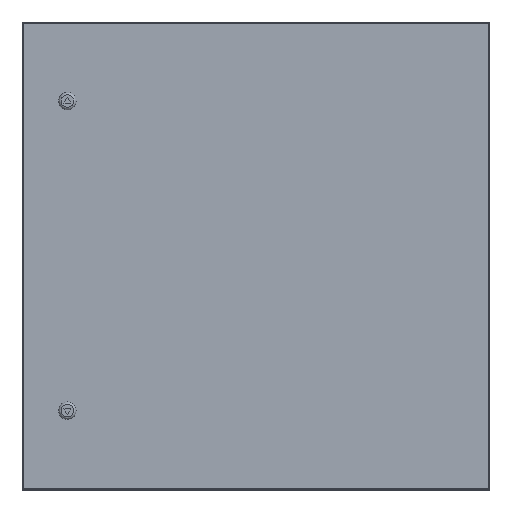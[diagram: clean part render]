
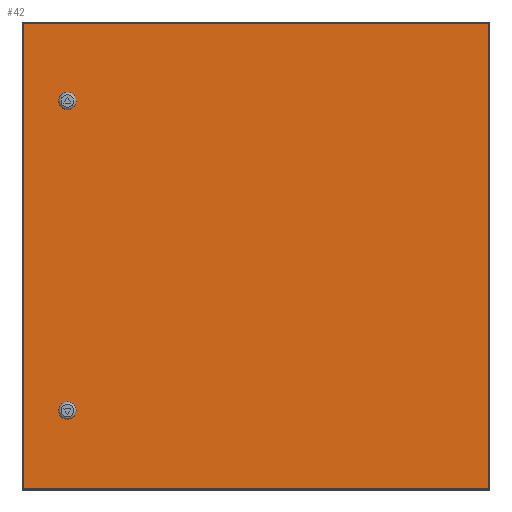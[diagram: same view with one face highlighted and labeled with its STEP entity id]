
A CAD part, top view. The second image highlights one B-rep face of the part: STEP entity #42.
In plain terms, the highlighted planar face has unit normal (0, 0, 1).
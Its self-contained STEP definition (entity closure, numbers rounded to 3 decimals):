
#42 = ADVANCED_FACE ( 'NONE', ( #1224, #1194, #1698 ), #1725, .T. ) ;
#69 = VECTOR ( 'NONE', #297, 1000. ) ;
#297 = DIRECTION ( 'NONE',  ( -1., 0., 0. ) ) ;
#314 = EDGE_CURVE ( 'NONE', #917, #917, #5212, .T. ) ;
#393 = ORIENTED_EDGE ( 'NONE', *, *, #2560, .T. ) ;
#495 = AXIS2_PLACEMENT_3D ( 'NONE', #3793, #719, #4604 ) ;
#573 = CARTESIAN_POINT ( 'NONE',  ( 325.719, 302.008, 692.5 ) ) ;
#586 = CARTESIAN_POINT ( 'NONE',  ( 325.719, -294.992, 692.5 ) ) ;
#719 = DIRECTION ( 'NONE',  ( 0., 0., 1. ) ) ;
#917 = VERTEX_POINT ( 'NONE', #2268 ) ;
#926 = DIRECTION ( 'NONE',  ( 0., -1., 0. ) ) ;
#1194 = FACE_BOUND ( 'NONE', #4294, .T. ) ;
#1224 = FACE_BOUND ( 'NONE', #1367, .T. ) ;
#1299 = CARTESIAN_POINT ( 'NONE',  ( -271.281, -294.992, 692.5 ) ) ;
#1367 = EDGE_LOOP ( 'NONE', ( #4038 ) ) ;
#1394 = LINE ( 'NONE', #1299, #3012 ) ;
#1568 = AXIS2_PLACEMENT_3D ( 'NONE', #3467, #3058, #2996 ) ;
#1634 = VECTOR ( 'NONE', #4964, 1000. ) ;
#1698 = FACE_OUTER_BOUND ( 'NONE', #5700, .T. ) ;
#1725 = PLANE ( 'NONE',  #1568 ) ;
#2020 = VECTOR ( 'NONE', #5567, 1000. ) ;
#2071 = CIRCLE ( 'NONE', #495, 11.25 ) ;
#2257 = CARTESIAN_POINT ( 'NONE',  ( 325.719, -294.992, 692.5 ) ) ;
#2268 = CARTESIAN_POINT ( 'NONE',  ( -203.531, 202.008, 692.5 ) ) ;
#2370 = EDGE_CURVE ( 'NONE', #3410, #5667, #3408, .T. ) ;
#2444 = CARTESIAN_POINT ( 'NONE',  ( 325.719, 302.008, 692.5 ) ) ;
#2560 = EDGE_CURVE ( 'NONE', #4793, #5070, #3112, .T. ) ;
#2562 = ORIENTED_EDGE ( 'NONE', *, *, #2370, .T. ) ;
#2629 = CARTESIAN_POINT ( 'NONE',  ( -271.281, -294.992, 692.5 ) ) ;
#2717 = EDGE_CURVE ( 'NONE', #5070, #3410, #4643, .T. ) ;
#2996 = DIRECTION ( 'NONE',  ( 1., 0., 0. ) ) ;
#3012 = VECTOR ( 'NONE', #926, 1000. ) ;
#3058 = DIRECTION ( 'NONE',  ( 0., 0., 1. ) ) ;
#3112 = LINE ( 'NONE', #2257, #1634 ) ;
#3408 = LINE ( 'NONE', #2444, #69 ) ;
#3410 = VERTEX_POINT ( 'NONE', #573 ) ;
#3457 = EDGE_CURVE ( 'NONE', #4829, #4829, #2071, .T. ) ;
#3467 = CARTESIAN_POINT ( 'NONE',  ( 27.219, 3.508, 692.5 ) ) ;
#3793 = CARTESIAN_POINT ( 'NONE',  ( -214.781, -194.992, 692.5 ) ) ;
#3807 = CARTESIAN_POINT ( 'NONE',  ( 325.719, -294.992, 692.5 ) ) ;
#3918 = AXIS2_PLACEMENT_3D ( 'NONE', #4737, #5147, #4244 ) ;
#3949 = ORIENTED_EDGE ( 'NONE', *, *, #5428, .T. ) ;
#4038 = ORIENTED_EDGE ( 'NONE', *, *, #3457, .F. ) ;
#4244 = DIRECTION ( 'NONE',  ( 1., 0., 0. ) ) ;
#4294 = EDGE_LOOP ( 'NONE', ( #5045 ) ) ;
#4604 = DIRECTION ( 'NONE',  ( 1., 0., 0. ) ) ;
#4643 = LINE ( 'NONE', #586, #2020 ) ;
#4737 = CARTESIAN_POINT ( 'NONE',  ( -214.781, 202.008, 692.5 ) ) ;
#4793 = VERTEX_POINT ( 'NONE', #2629 ) ;
#4829 = VERTEX_POINT ( 'NONE', #5149 ) ;
#4964 = DIRECTION ( 'NONE',  ( 1., 0., 0. ) ) ;
#5045 = ORIENTED_EDGE ( 'NONE', *, *, #314, .T. ) ;
#5070 = VERTEX_POINT ( 'NONE', #3807 ) ;
#5147 = DIRECTION ( 'NONE',  ( 0., 0., -1. ) ) ;
#5149 = CARTESIAN_POINT ( 'NONE',  ( -203.531, -194.992, 692.5 ) ) ;
#5192 = CARTESIAN_POINT ( 'NONE',  ( -271.281, 302.008, 692.5 ) ) ;
#5212 = CIRCLE ( 'NONE', #3918, 11.25 ) ;
#5291 = ORIENTED_EDGE ( 'NONE', *, *, #2717, .T. ) ;
#5428 = EDGE_CURVE ( 'NONE', #5667, #4793, #1394, .T. ) ;
#5567 = DIRECTION ( 'NONE',  ( 0., 1., 0. ) ) ;
#5667 = VERTEX_POINT ( 'NONE', #5192 ) ;
#5700 = EDGE_LOOP ( 'NONE', ( #3949, #393, #5291, #2562 ) ) ;
